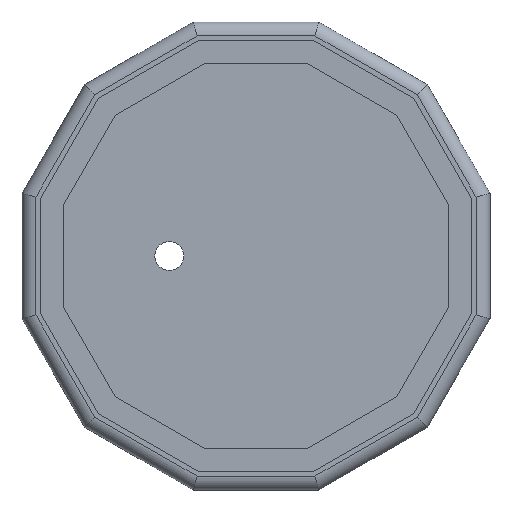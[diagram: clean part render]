
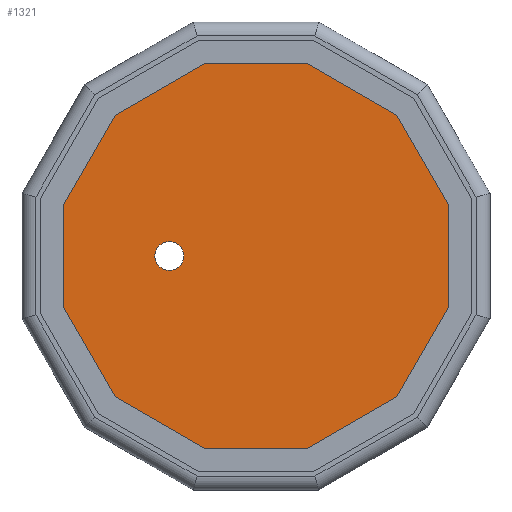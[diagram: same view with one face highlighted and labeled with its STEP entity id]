
A CAD part, front view. The second image highlights one B-rep face of the part: STEP entity #1321.
In plain terms, the highlighted planar face has unit normal (0, -1, 0).
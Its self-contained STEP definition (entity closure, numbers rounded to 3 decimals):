
#68=FACE_BOUND('',#168,.T.);
#76=CIRCLE('',#1422,1.25);
#90=FACE_OUTER_BOUND('',#167,.T.);
#167=EDGE_LOOP('',(#883,#884,#885,#886,#887,#888,#889,#890,#891,#892,#893,
#894));
#168=EDGE_LOOP('',(#895));
#252=LINE('',#1929,#409);
#253=LINE('',#1931,#410);
#254=LINE('',#1933,#411);
#255=LINE('',#1935,#412);
#256=LINE('',#1937,#413);
#257=LINE('',#1939,#414);
#258=LINE('',#1941,#415);
#259=LINE('',#1943,#416);
#260=LINE('',#1945,#417);
#261=LINE('',#1947,#418);
#262=LINE('',#1949,#419);
#263=LINE('',#1950,#420);
#409=VECTOR('',#1540,10.);
#410=VECTOR('',#1541,10.);
#411=VECTOR('',#1542,10.);
#412=VECTOR('',#1543,10.);
#413=VECTOR('',#1544,10.);
#414=VECTOR('',#1545,10.);
#415=VECTOR('',#1546,10.);
#416=VECTOR('',#1547,10.);
#417=VECTOR('',#1548,10.);
#418=VECTOR('',#1549,10.);
#419=VECTOR('',#1550,10.);
#420=VECTOR('',#1551,10.);
#566=VERTEX_POINT('',#1927);
#567=VERTEX_POINT('',#1928);
#568=VERTEX_POINT('',#1930);
#569=VERTEX_POINT('',#1932);
#570=VERTEX_POINT('',#1934);
#571=VERTEX_POINT('',#1936);
#572=VERTEX_POINT('',#1938);
#573=VERTEX_POINT('',#1940);
#574=VERTEX_POINT('',#1942);
#575=VERTEX_POINT('',#1944);
#576=VERTEX_POINT('',#1946);
#577=VERTEX_POINT('',#1948);
#578=VERTEX_POINT('',#1951);
#688=EDGE_CURVE('',#566,#567,#252,.T.);
#689=EDGE_CURVE('',#568,#566,#253,.T.);
#690=EDGE_CURVE('',#569,#568,#254,.T.);
#691=EDGE_CURVE('',#570,#569,#255,.T.);
#692=EDGE_CURVE('',#571,#570,#256,.T.);
#693=EDGE_CURVE('',#572,#571,#257,.T.);
#694=EDGE_CURVE('',#573,#572,#258,.T.);
#695=EDGE_CURVE('',#574,#573,#259,.T.);
#696=EDGE_CURVE('',#575,#574,#260,.T.);
#697=EDGE_CURVE('',#576,#575,#261,.T.);
#698=EDGE_CURVE('',#577,#576,#262,.T.);
#699=EDGE_CURVE('',#567,#577,#263,.T.);
#700=EDGE_CURVE('',#578,#578,#76,.T.);
#883=ORIENTED_EDGE('',*,*,#688,.F.);
#884=ORIENTED_EDGE('',*,*,#689,.F.);
#885=ORIENTED_EDGE('',*,*,#690,.F.);
#886=ORIENTED_EDGE('',*,*,#691,.F.);
#887=ORIENTED_EDGE('',*,*,#692,.F.);
#888=ORIENTED_EDGE('',*,*,#693,.F.);
#889=ORIENTED_EDGE('',*,*,#694,.F.);
#890=ORIENTED_EDGE('',*,*,#695,.F.);
#891=ORIENTED_EDGE('',*,*,#696,.F.);
#892=ORIENTED_EDGE('',*,*,#697,.F.);
#893=ORIENTED_EDGE('',*,*,#698,.F.);
#894=ORIENTED_EDGE('',*,*,#699,.F.);
#895=ORIENTED_EDGE('',*,*,#700,.F.);
#1273=PLANE('',#1421);
#1321=ADVANCED_FACE('',(#90,#68),#1273,.T.);
#1421=AXIS2_PLACEMENT_3D('',#1926,#1538,#1539);
#1422=AXIS2_PLACEMENT_3D('',#1952,#1552,#1553);
#1538=DIRECTION('center_axis',(0.,-1.,0.));
#1539=DIRECTION('ref_axis',(0.,0.,-1.));
#1540=DIRECTION('',(0.866,0.,-0.5));
#1541=DIRECTION('',(1.,0.,0.));
#1542=DIRECTION('',(0.866,0.,0.5));
#1543=DIRECTION('',(0.5,0.,0.866));
#1544=DIRECTION('',(0.,0.,1.));
#1545=DIRECTION('',(-0.5,0.,0.866));
#1546=DIRECTION('',(-0.866,0.,0.5));
#1547=DIRECTION('',(-1.,0.,0.));
#1548=DIRECTION('',(-0.866,0.,-0.5));
#1549=DIRECTION('',(-0.5,0.,-0.866));
#1550=DIRECTION('',(0.,0.,-1.));
#1551=DIRECTION('',(0.5,0.,-0.866));
#1552=DIRECTION('center_axis',(0.,-1.,0.));
#1553=DIRECTION('ref_axis',(1.,0.,0.));
#1926=CARTESIAN_POINT('Origin',(0.,0.6,0.));
#1927=CARTESIAN_POINT('',(4.458,0.6,16.637));
#1928=CARTESIAN_POINT('',(12.179,0.6,12.179));
#1929=CARTESIAN_POINT('',(10.249,0.6,13.294));
#1930=CARTESIAN_POINT('',(-4.458,0.6,16.637));
#1931=CARTESIAN_POINT('',(2.229,0.6,16.637));
#1932=CARTESIAN_POINT('',(-12.179,0.6,12.179));
#1933=CARTESIAN_POINT('',(-6.388,0.6,15.523));
#1934=CARTESIAN_POINT('',(-16.637,0.6,4.458));
#1935=CARTESIAN_POINT('',(-13.294,0.6,10.249));
#1936=CARTESIAN_POINT('',(-16.637,0.6,-4.458));
#1937=CARTESIAN_POINT('',(-16.637,0.6,2.229));
#1938=CARTESIAN_POINT('',(-12.179,0.6,-12.179));
#1939=CARTESIAN_POINT('',(-15.523,0.6,-6.388));
#1940=CARTESIAN_POINT('',(-4.458,0.6,-16.637));
#1941=CARTESIAN_POINT('',(-10.249,0.6,-13.294));
#1942=CARTESIAN_POINT('',(4.458,0.6,-16.637));
#1943=CARTESIAN_POINT('',(-2.229,0.6,-16.637));
#1944=CARTESIAN_POINT('',(12.179,0.6,-12.179));
#1945=CARTESIAN_POINT('',(6.388,0.6,-15.523));
#1946=CARTESIAN_POINT('',(16.637,0.6,-4.458));
#1947=CARTESIAN_POINT('',(13.294,0.6,-10.249));
#1948=CARTESIAN_POINT('',(16.637,0.6,4.458));
#1949=CARTESIAN_POINT('',(16.637,0.6,-2.229));
#1950=CARTESIAN_POINT('',(15.523,0.6,6.388));
#1951=CARTESIAN_POINT('',(-8.75,0.6,0.));
#1952=CARTESIAN_POINT('Origin',(-7.5,0.6,0.));
